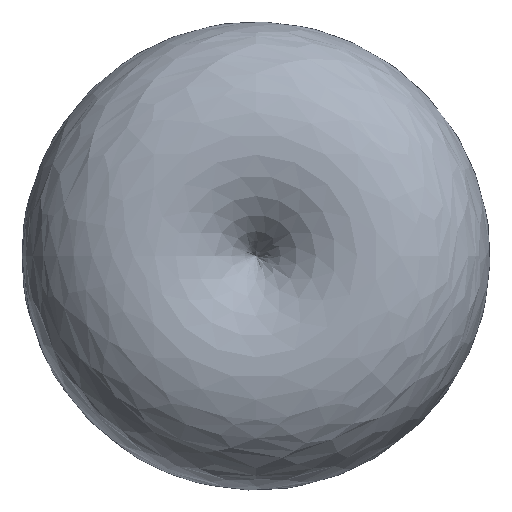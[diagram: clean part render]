
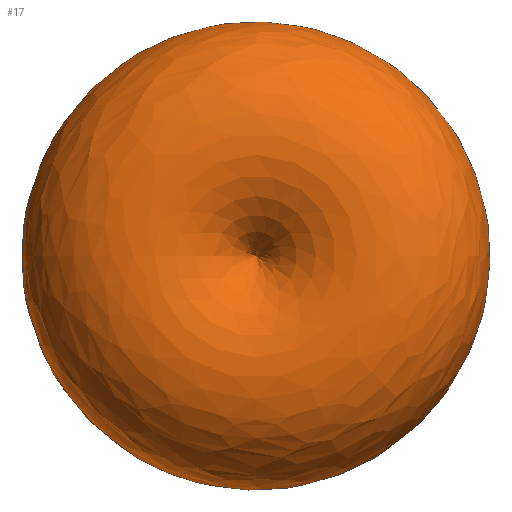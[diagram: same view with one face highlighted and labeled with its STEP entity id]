
A CAD part, front view. The second image highlights one B-rep face of the part: STEP entity #17.
In plain terms, the highlighted face is a revolution surface.
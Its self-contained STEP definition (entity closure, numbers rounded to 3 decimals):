
#17 = ADVANCED_FACE('',(#18),#22,.T.);
#18 = FACE_BOUND('',#19,.T.);
#19 = VERTEX_LOOP('',#20);
#20 = VERTEX_POINT('',#21);
#21 = CARTESIAN_POINT('',(0.,100.,0.));
#22 = SURFACE_OF_REVOLUTION('',#23,#28);
#23 = CIRCLE('',#24,105.119);
#24 = AXIS2_PLACEMENT_3D('',#25,#26,#27);
#25 = CARTESIAN_POINT('',(-95.,55.,0.));
#26 = DIRECTION('',(0.,-0.,1.));
#27 = DIRECTION('',(0.904,-0.428,-0.));
#28 = AXIS1_PLACEMENT('',#29,#30);
#29 = CARTESIAN_POINT('',(0.,0.,0.));
#30 = DIRECTION('',(0.,1.,0.));
